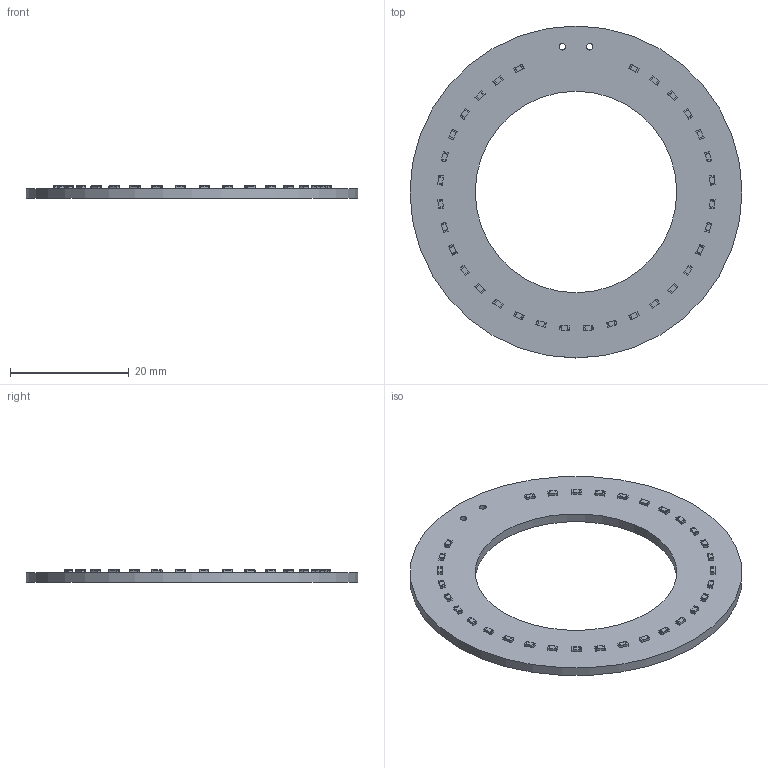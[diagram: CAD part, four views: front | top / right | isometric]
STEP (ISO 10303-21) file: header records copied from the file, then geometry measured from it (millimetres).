
FILE_DESCRIPTION(/* description */ ('KiCad electronic assembly','CAx-IF Rec.Pracs.---Representation and Presentation of Product Manufacturing Information (PMI)---4.0---2014-10-13'),/* implementation_level */ '2;1');
FILE_NAME(/* name */ 'Dew Heater S 2025 v2.step',/* time_stamp */ '2025-03-03T08:36:44+01:00',/* author */ (''),/* organization */ (''),/* preprocessor_version */ 'ST-DEVELOPER v20',/* originating_system */ 'Autodesk Translation Framework v13.20.0.188',/* authorisation */ '');
FILE_SCHEMA (('AP242_MANAGED_MODEL_BASED_3D_ENGINEERING_MIM_LF { 1 0 10303 442 1 1 4 }'));
Length unit declared in the file: millimetre
Products named in the file (4): Dew Heater S 2025 1; R_0603_1608Metric; R_0603_1608Metric_1; Dew Heater S 2025_PCB
Assembly tree (34 placements, depth 3):
  Dew Heater S 2025 1
    R_0603_1608Metric  x32
      R_0603_1608Metric_1
    Dew Heater S 2025_PCB
Bounding box: 56 x 56 x 2.1 mm (x, y, z)
Volume: 2502.3 mm3; surface area: 3720.7 mm2
Topology: 33 solids, 33 shells, 838 faces, 2188 edges, 1416 vertices
Faces by surface type: plane 578, cylinder 260
Full cylindrical faces by diameter (mm): 1.1 x2, 34 x1, 56 x1
Entity records: 1383 total; most frequent: DIRECTION 244, CARTESIAN_POINT 202, ORIENTED_EDGE 160, AXIS2_PLACEMENT_3D 94, EDGE_CURVE 80, LINE 56, VECTOR 56, VERTEX_POINT 52
